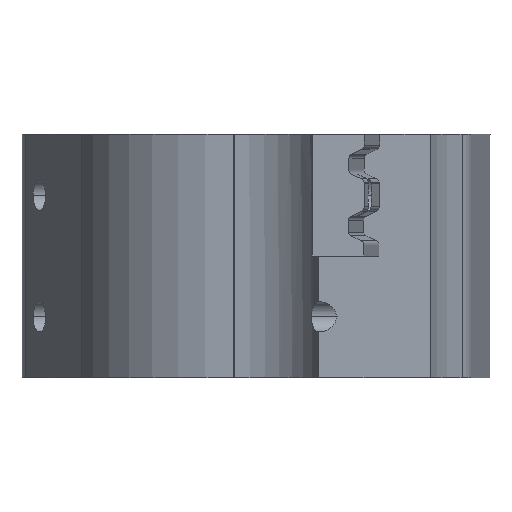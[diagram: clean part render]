
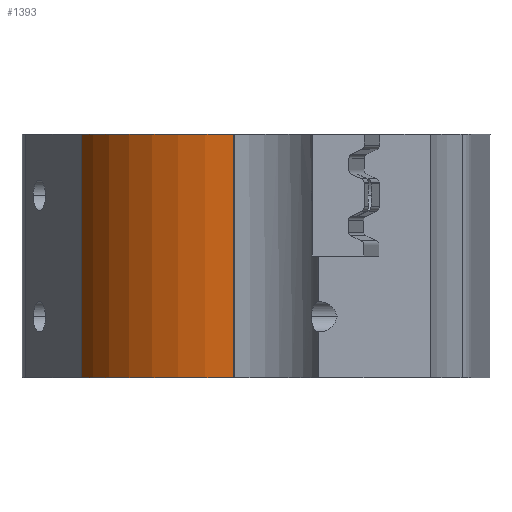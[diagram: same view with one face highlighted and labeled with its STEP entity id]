
A CAD part, left-side view. The second image highlights one B-rep face of the part: STEP entity #1393.
In plain terms, the highlighted cylindrical face has radius 14.375 mm (diameter 28.75 mm), a partial arc.
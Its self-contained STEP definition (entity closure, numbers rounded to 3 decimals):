
#77 = DIRECTION ( 'NONE',  ( 1., 0., 0. ) ) ;
#87 = DIRECTION ( 'NONE',  ( 0., 0., -1. ) ) ;
#214 = VERTEX_POINT ( 'NONE', #232 ) ;
#232 = CARTESIAN_POINT ( 'NONE',  ( 5.166, 13.583, 20. ) ) ;
#275 = DIRECTION ( 'NONE',  ( 0., 0., 1. ) ) ;
#284 = EDGE_CURVE ( 'NONE', #1418, #1866, #1985, .T. ) ;
#372 = FACE_OUTER_BOUND ( 'NONE', #2101, .T. ) ;
#387 = DIRECTION ( 'NONE',  ( 1., 0., 0. ) ) ;
#424 = AXIS2_PLACEMENT_3D ( 'NONE', #1399, #2232, #1600 ) ;
#468 = CARTESIAN_POINT ( 'NONE',  ( 9.912, 0.014, 20. ) ) ;
#475 = VERTEX_POINT ( 'NONE', #1424 ) ;
#477 = ORIENTED_EDGE ( 'NONE', *, *, #578, .T. ) ;
#571 = ORIENTED_EDGE ( 'NONE', *, *, #2239, .T. ) ;
#578 = EDGE_CURVE ( 'NONE', #214, #475, #1469, .T. ) ;
#642 = EDGE_CURVE ( 'NONE', #214, #1418, #1278, .T. ) ;
#693 = AXIS2_PLACEMENT_3D ( 'NONE', #468, #275, #77 ) ;
#905 = VECTOR ( 'NONE', #1796, 1000. ) ;
#1265 = CARTESIAN_POINT ( 'NONE',  ( -4.424, 1.074, 20. ) ) ;
#1278 = CIRCLE ( 'NONE', #693, 14.375 ) ;
#1368 = CYLINDRICAL_SURFACE ( 'NONE', #424, 14.375 ) ;
#1393 = ADVANCED_FACE ( 'NONE', ( #372 ), #1368, .T. ) ;
#1399 = CARTESIAN_POINT ( 'NONE',  ( 9.912, 0.014, 20. ) ) ;
#1418 = VERTEX_POINT ( 'NONE', #1265 ) ;
#1424 = CARTESIAN_POINT ( 'NONE',  ( 5.166, 13.583, 0. ) ) ;
#1469 = LINE ( 'NONE', #1474, #2437 ) ;
#1473 = ORIENTED_EDGE ( 'NONE', *, *, #284, .F. ) ;
#1474 = CARTESIAN_POINT ( 'NONE',  ( 5.166, 13.583, 20. ) ) ;
#1560 = AXIS2_PLACEMENT_3D ( 'NONE', #2274, #2404, #387 ) ;
#1600 = DIRECTION ( 'NONE',  ( -1., 0., 0. ) ) ;
#1698 = ORIENTED_EDGE ( 'NONE', *, *, #642, .F. ) ;
#1796 = DIRECTION ( 'NONE',  ( 0., 0., -1. ) ) ;
#1866 = VERTEX_POINT ( 'NONE', #2399 ) ;
#1985 = LINE ( 'NONE', #2004, #905 ) ;
#2004 = CARTESIAN_POINT ( 'NONE',  ( -4.424, 1.074, 20. ) ) ;
#2012 = CIRCLE ( 'NONE', #1560, 14.375 ) ;
#2101 = EDGE_LOOP ( 'NONE', ( #571, #1473, #1698, #477 ) ) ;
#2232 = DIRECTION ( 'NONE',  ( 0., 0., -1. ) ) ;
#2239 = EDGE_CURVE ( 'NONE', #475, #1866, #2012, .T. ) ;
#2274 = CARTESIAN_POINT ( 'NONE',  ( 9.912, 0.014, 0. ) ) ;
#2399 = CARTESIAN_POINT ( 'NONE',  ( -4.424, 1.074, 0. ) ) ;
#2404 = DIRECTION ( 'NONE',  ( 0., 0., 1. ) ) ;
#2437 = VECTOR ( 'NONE', #87, 1000. ) ;
